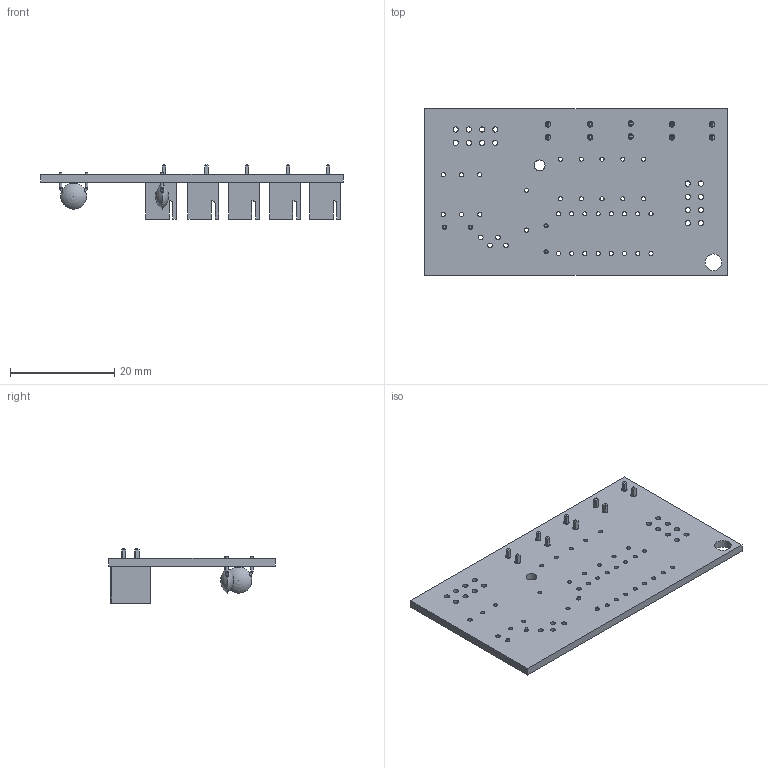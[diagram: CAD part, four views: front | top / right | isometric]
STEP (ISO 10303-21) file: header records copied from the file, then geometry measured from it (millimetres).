
FILE_DESCRIPTION(('KiCad electronic assembly'),'2;1');
FILE_NAME('Isolinear Board PCB BARE.step','2025-06-13T16:26:17',( 'Pcbnew'),('Kicad'),'Open CASCADE STEP processor 7.8', 'KiCad to STEP converter','Unknown');
FILE_SCHEMA(('AUTOMOTIVE_DESIGN { 1 0 10303 214 1 1 1 1 }'));
Length unit declared in the file: millimetre
Products named in the file (4): Isolinear Board PCB BARE 1; JST B2B-XH-A Through-hole shrouded header top entry type; C_Disc_D5.0mm_W2.5mm_P5.00mm; Isolinear Board PCB_PCB
Assembly tree (8 placements, depth 2):
  Isolinear Board PCB BARE 1
    JST B2B-XH-A Through-hole shrouded header top entry type  x5
    C_Disc_D5.0mm_W2.5mm_P5.00mm  x2
    Isolinear Board PCB_PCB
Bounding box: 58.2 x 32 x 10.4 mm (x, y, z)
Volume: 3296.6 mm3; surface area: 6562.2 mm2
Topology: 8 solids, 8 shells, 426 faces, 1092 edges, 698 vertices
Faces by surface type: plane 320, cylinder 98, revolution 4, sphere 4
Full cylindrical faces by diameter (mm): 0.5 x8, 0.8 x38, 0.9 x4, 1 x16, 1.05 x10, 2.1 x1, 3.2 x1
Entity records: 5476 total; most frequent: CARTESIAN_POINT 1039, DIRECTION 888, ORIENTED_EDGE 818, EDGE_CURVE 409, AXIS2_PLACEMENT_3D 322, FACE_BOUND 296, EDGE_LOOP 296, VERTEX_POINT 267
